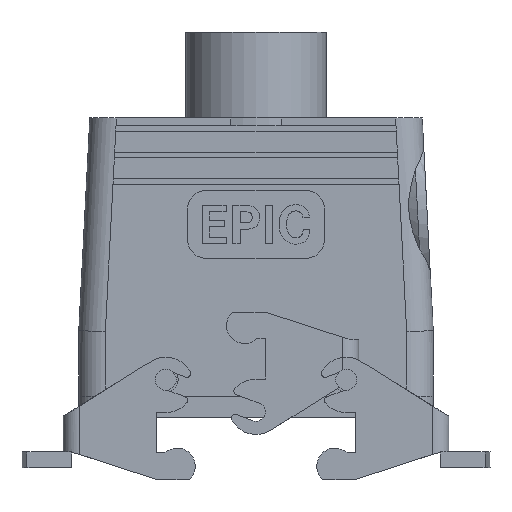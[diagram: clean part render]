
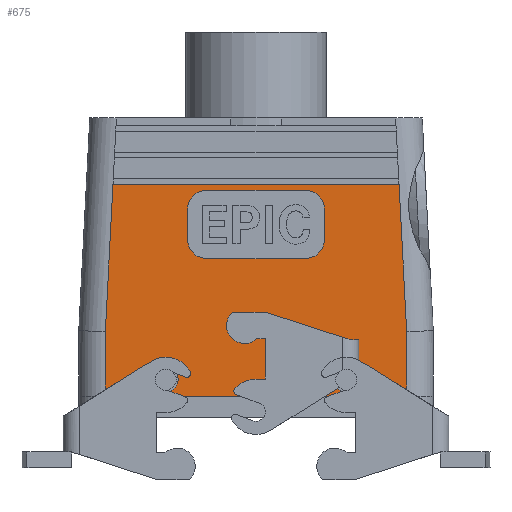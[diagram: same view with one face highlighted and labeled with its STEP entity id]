
A CAD part, front view. The second image highlights one B-rep face of the part: STEP entity #675.
In plain terms, the highlighted planar face has unit normal (0, -1, 0).
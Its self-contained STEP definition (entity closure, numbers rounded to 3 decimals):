
#675 = ADVANCED_FACE( '', ( #1408, #1409, #1410, #1411 ), #1412, .F. );
#1408 = FACE_BOUND( '', #2184, .T. );
#1409 = FACE_BOUND( '', #2185, .T. );
#1410 = FACE_OUTER_BOUND( '', #2186, .T. );
#1411 = FACE_BOUND( '', #2187, .T. );
#1412 = PLANE( '', #2188 );
#2184 = EDGE_LOOP( '', ( #4108 ) );
#2185 = EDGE_LOOP( '', ( #4109 ) );
#2186 = EDGE_LOOP( '', ( #4110, #4111, #4112, #4113, #4114, #4115 ) );
#2187 = EDGE_LOOP( '', ( #4116, #4117, #4118, #4119, #4120, #4121, #4122, #4123 ) );
#2188 = AXIS2_PLACEMENT_3D( '', #4124, #4125, #4126 );
#4108 = ORIENTED_EDGE( '', *, *, #4471, .T. );
#4109 = ORIENTED_EDGE( '', *, *, #4612, .F. );
#4110 = ORIENTED_EDGE( '', *, *, #4950, .T. );
#4111 = ORIENTED_EDGE( '', *, *, #5190, .T. );
#4112 = ORIENTED_EDGE( '', *, *, #5191, .F. );
#4113 = ORIENTED_EDGE( '', *, *, #5050, .F. );
#4114 = ORIENTED_EDGE( '', *, *, #5125, .F. );
#4115 = ORIENTED_EDGE( '', *, *, #5192, .T. );
#4116 = ORIENTED_EDGE( '', *, *, #4945, .T. );
#4117 = ORIENTED_EDGE( '', *, *, #5130, .T. );
#4118 = ORIENTED_EDGE( '', *, *, #5193, .T. );
#4119 = ORIENTED_EDGE( '', *, *, #5103, .T. );
#4120 = ORIENTED_EDGE( '', *, *, #5141, .T. );
#4121 = ORIENTED_EDGE( '', *, *, #5194, .T. );
#4122 = ORIENTED_EDGE( '', *, *, #5187, .T. );
#4123 = ORIENTED_EDGE( '', *, *, #4650, .T. );
#4124 = CARTESIAN_POINT( '', ( -46.65, -21.5, 20. ) );
#4125 = DIRECTION( '', ( 0., 1., 0. ) );
#4126 = DIRECTION( '', ( 0., 0., 1. ) );
#4471 = EDGE_CURVE( '', #5284, #5284, #5285, .F. );
#4612 = EDGE_CURVE( '', #5537, #5537, #5538, .F. );
#4650 = EDGE_CURVE( '', #5600, #5601, #5602, .T. );
#4945 = EDGE_CURVE( '', #5601, #6050, #6051, .T. );
#4950 = EDGE_CURVE( '', #6058, #6055, #6059, .T. );
#5050 = EDGE_CURVE( '', #6187, #6189, #6190, .F. );
#5103 = EDGE_CURVE( '', #6251, #6252, #6253, .T. );
#5125 = EDGE_CURVE( '', #5508, #6187, #6282, .T. );
#5130 = EDGE_CURVE( '', #6050, #6287, #6288, .T. );
#5141 = EDGE_CURVE( '', #6252, #6300, #6301, .T. );
#5187 = EDGE_CURVE( '', #6352, #5600, #6353, .T. );
#5190 = EDGE_CURVE( '', #6055, #6356, #6357, .T. );
#5191 = EDGE_CURVE( '', #6189, #6356, #6358, .T. );
#5192 = EDGE_CURVE( '', #5508, #6058, #6359, .F. );
#5193 = EDGE_CURVE( '', #6287, #6251, #6360, .T. );
#5194 = EDGE_CURVE( '', #6300, #6352, #6361, .T. );
#5284 = VERTEX_POINT( '', #6468 );
#5285 = CIRCLE( '', #6469, 3.25 );
#5508 = VERTEX_POINT( '', #6841 );
#5537 = VERTEX_POINT( '', #6879 );
#5538 = CIRCLE( '', #6880, 3.25 );
#5600 = VERTEX_POINT( '', #6963 );
#5601 = VERTEX_POINT( '', #6964 );
#5602 = LINE( '', #6965, #6966 );
#6050 = VERTEX_POINT( '', #7697 );
#6051 = CIRCLE( '', #7698, 5. );
#6055 = VERTEX_POINT( '', #7703 );
#6058 = VERTEX_POINT( '', #7706 );
#6059 = LINE( '', #7707, #7708 );
#6187 = VERTEX_POINT( '', #7912 );
#6189 = VERTEX_POINT( '', #7915 );
#6190 = LINE( '', #7916, #7917 );
#6251 = VERTEX_POINT( '', #8020 );
#6252 = VERTEX_POINT( '', #8021 );
#6253 = LINE( '', #8022, #8023 );
#6282 = LINE( '', #8080, #8081 );
#6287 = VERTEX_POINT( '', #8087 );
#6288 = LINE( '', #8088, #8089 );
#6300 = VERTEX_POINT( '', #8105 );
#6301 = CIRCLE( '', #8106, 5. );
#6352 = VERTEX_POINT( '', #8175 );
#6353 = CIRCLE( '', #8176, 5. );
#6356 = VERTEX_POINT( '', #8180 );
#6357 = LINE( '', #8181, #8182 );
#6358 = LINE( '', #8183, #8184 );
#6359 = LINE( '', #8185, #8186 );
#6360 = CIRCLE( '', #8187, 5. );
#6361 = LINE( '', #8188, #8189 );
#6468 = CARTESIAN_POINT( '', ( 23.75, -21.5, 10.35 ) );
#6469 = AXIS2_PLACEMENT_3D( '', #8272, #8273, #8274 );
#6841 = CARTESIAN_POINT( '', ( -37.647, -21.5, 58.5 ) );
#6879 = CARTESIAN_POINT( '', ( -23.75, -21.5, 10.35 ) );
#6880 = AXIS2_PLACEMENT_3D( '', #8430, #8431, #8432 );
#6963 = CARTESIAN_POINT( '', ( -18., -21.5, 44. ) );
#6964 = CARTESIAN_POINT( '', ( -18., -21.5, 52. ) );
#6965 = CARTESIAN_POINT( '', ( -18., -21.5, 44. ) );
#6966 = VECTOR( '', #8478, 1000. );
#7697 = CARTESIAN_POINT( '', ( -13., -21.5, 57. ) );
#7698 = AXIS2_PLACEMENT_3D( '', #8789, #8790, #8791 );
#7703 = CARTESIAN_POINT( '', ( -39.65, -21.5, 2.8 ) );
#7706 = CARTESIAN_POINT( '', ( -39.65, -21.5, 19.819 ) );
#7707 = CARTESIAN_POINT( '', ( -39.65, -21.5, 20. ) );
#7708 = VECTOR( '', #8796, 1000. );
#7912 = CARTESIAN_POINT( '', ( 37.647, -21.5, 58.5 ) );
#7915 = CARTESIAN_POINT( '', ( 39.65, -21.5, 19.819 ) );
#7916 = CARTESIAN_POINT( '', ( 39.659, -21.5, 19.638 ) );
#7917 = VECTOR( '', #8888, 1000. );
#8020 = CARTESIAN_POINT( '', ( 18., -21.5, 52. ) );
#8021 = CARTESIAN_POINT( '', ( 18., -21.5, 44. ) );
#8022 = CARTESIAN_POINT( '', ( 18., -21.5, 52. ) );
#8023 = VECTOR( '', #8931, 1000. );
#8080 = CARTESIAN_POINT( '', ( -37.647, -21.5, 58.5 ) );
#8081 = VECTOR( '', #8954, 1000. );
#8087 = CARTESIAN_POINT( '', ( 13., -21.5, 57. ) );
#8088 = CARTESIAN_POINT( '', ( -13., -21.5, 57. ) );
#8089 = VECTOR( '', #8959, 1000. );
#8105 = CARTESIAN_POINT( '', ( 13., -21.5, 39. ) );
#8106 = AXIS2_PLACEMENT_3D( '', #8967, #8968, #8969 );
#8175 = CARTESIAN_POINT( '', ( -13., -21.5, 39. ) );
#8176 = AXIS2_PLACEMENT_3D( '', #8997, #8998, #8999 );
#8180 = CARTESIAN_POINT( '', ( 39.65, -21.5, 2.8 ) );
#8181 = CARTESIAN_POINT( '', ( -46.65, -21.5, 2.8 ) );
#8182 = VECTOR( '', #9001, 1000. );
#8183 = CARTESIAN_POINT( '', ( 39.65, -21.5, 20. ) );
#8184 = VECTOR( '', #9002, 1000. );
#8185 = CARTESIAN_POINT( '', ( -39.659, -21.5, 19.638 ) );
#8186 = VECTOR( '', #9003, 1000. );
#8187 = AXIS2_PLACEMENT_3D( '', #9004, #9005, #9006 );
#8188 = CARTESIAN_POINT( '', ( 13., -21.5, 39. ) );
#8189 = VECTOR( '', #9007, 1000. );
#8272 = CARTESIAN_POINT( '', ( 23.75, -21.5, 7.1 ) );
#8273 = DIRECTION( '', ( 0., -1., 0. ) );
#8274 = DIRECTION( '', ( 0., 0., 1. ) );
#8430 = CARTESIAN_POINT( '', ( -23.75, -21.5, 7.1 ) );
#8431 = DIRECTION( '', ( 0., 1., 0. ) );
#8432 = DIRECTION( '', ( 0., 0., 1. ) );
#8478 = DIRECTION( '', ( 0., 0., 1. ) );
#8789 = CARTESIAN_POINT( '', ( -13., -21.5, 52. ) );
#8790 = DIRECTION( '', ( 0., 1., 0. ) );
#8791 = DIRECTION( '', ( 1., 0., 0. ) );
#8796 = DIRECTION( '', ( 0., 0., -1. ) );
#8888 = DIRECTION( '', ( -0.052, 0., 0.999 ) );
#8931 = DIRECTION( '', ( 0., 0., -1. ) );
#8954 = DIRECTION( '', ( 1., 0., 0. ) );
#8959 = DIRECTION( '', ( 1., 0., 0. ) );
#8967 = CARTESIAN_POINT( '', ( 13., -21.5, 44. ) );
#8968 = DIRECTION( '', ( 0., 1., 0. ) );
#8969 = DIRECTION( '', ( -1., 0., 0. ) );
#8997 = CARTESIAN_POINT( '', ( -13., -21.5, 44. ) );
#8998 = DIRECTION( '', ( 0., 1., 0. ) );
#8999 = DIRECTION( '', ( 1., 0., 0. ) );
#9001 = DIRECTION( '', ( 1., 0., 0. ) );
#9002 = DIRECTION( '', ( 0., 0., -1. ) );
#9003 = DIRECTION( '', ( 0.052, 0., 0.999 ) );
#9004 = CARTESIAN_POINT( '', ( 13., -21.5, 52. ) );
#9005 = DIRECTION( '', ( 0., 1., 0. ) );
#9006 = DIRECTION( '', ( -1., 0., 0. ) );
#9007 = DIRECTION( '', ( -1., 0., 0. ) );
